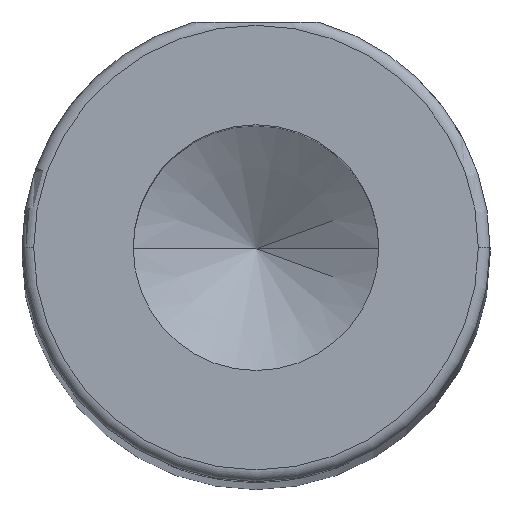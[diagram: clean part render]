
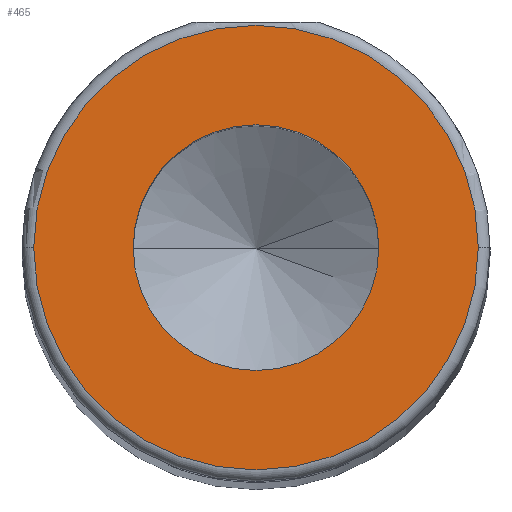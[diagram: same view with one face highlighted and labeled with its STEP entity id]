
A CAD part, top view. The second image highlights one B-rep face of the part: STEP entity #465.
In plain terms, the highlighted planar face has unit normal (0, 0, 1).
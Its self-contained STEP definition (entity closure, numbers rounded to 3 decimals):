
#12 = CARTESIAN_POINT ( 'NONE',  ( 0., 0., 40. ) ) ;
#16 = AXIS2_PLACEMENT_3D ( 'NONE', #1135, #526, #1229 ) ;
#49 = EDGE_CURVE ( 'NONE', #1175, #671, #885, .T. ) ;
#97 = ORIENTED_EDGE ( 'NONE', *, *, #49, .F. ) ;
#105 = CIRCLE ( 'NONE', #1057, 2.1 ) ;
#120 = DIRECTION ( 'NONE',  ( 1., 0., 0. ) ) ;
#165 = EDGE_CURVE ( 'NONE', #1271, #903, #234, .T. ) ;
#182 = ORIENTED_EDGE ( 'NONE', *, *, #165, .T. ) ;
#231 = ORIENTED_EDGE ( 'NONE', *, *, #743, .T. ) ;
#234 = CIRCLE ( 'NONE', #303, 3.8 ) ;
#293 = DIRECTION ( 'NONE',  ( 0., 0., 1. ) ) ;
#303 = AXIS2_PLACEMENT_3D ( 'NONE', #498, #1211, #603 ) ;
#306 = FACE_OUTER_BOUND ( 'NONE', #656, .T. ) ;
#315 = CARTESIAN_POINT ( 'NONE',  ( 2.1, 0., 40. ) ) ;
#419 = CARTESIAN_POINT ( 'NONE',  ( -2.1, 0., 40. ) ) ;
#465 = ADVANCED_FACE ( 'NONE', ( #1298, #306 ), #974, .T. ) ;
#467 = DIRECTION ( 'NONE',  ( 0., 0., 1. ) ) ;
#479 = AXIS2_PLACEMENT_3D ( 'NONE', #893, #293, #989 ) ;
#498 = CARTESIAN_POINT ( 'NONE',  ( 0., 0., 40. ) ) ;
#526 = DIRECTION ( 'NONE',  ( 0., 0., 1. ) ) ;
#554 = CARTESIAN_POINT ( 'NONE',  ( 0., 0., 40. ) ) ;
#603 = DIRECTION ( 'NONE',  ( 1., 0., 0. ) ) ;
#656 = EDGE_LOOP ( 'NONE', ( #182, #231 ) ) ;
#671 = VERTEX_POINT ( 'NONE', #315 ) ;
#715 = EDGE_CURVE ( 'NONE', #671, #1175, #105, .T. ) ;
#720 = DIRECTION ( 'NONE',  ( 0., 0., 1. ) ) ;
#743 = EDGE_CURVE ( 'NONE', #903, #1271, #1112, .T. ) ;
#840 = CARTESIAN_POINT ( 'NONE',  ( 3.8, 0., 40. ) ) ;
#881 = ORIENTED_EDGE ( 'NONE', *, *, #715, .F. ) ;
#885 = CIRCLE ( 'NONE', #479, 2.1 ) ;
#893 = CARTESIAN_POINT ( 'NONE',  ( 0., 0., 40. ) ) ;
#903 = VERTEX_POINT ( 'NONE', #1008 ) ;
#974 = PLANE ( 'NONE',  #976 ) ;
#976 = AXIS2_PLACEMENT_3D ( 'NONE', #554, #467, #1179 ) ;
#989 = DIRECTION ( 'NONE',  ( 1., 0., 0. ) ) ;
#1008 = CARTESIAN_POINT ( 'NONE',  ( -3.8, 0., 40. ) ) ;
#1057 = AXIS2_PLACEMENT_3D ( 'NONE', #12, #720, #120 ) ;
#1112 = CIRCLE ( 'NONE', #16, 3.8 ) ;
#1135 = CARTESIAN_POINT ( 'NONE',  ( 0., 0., 40. ) ) ;
#1175 = VERTEX_POINT ( 'NONE', #419 ) ;
#1179 = DIRECTION ( 'NONE',  ( 1., 0., 0. ) ) ;
#1211 = DIRECTION ( 'NONE',  ( 0., 0., 1. ) ) ;
#1229 = DIRECTION ( 'NONE',  ( 1., 0., 0. ) ) ;
#1233 = EDGE_LOOP ( 'NONE', ( #881, #97 ) ) ;
#1271 = VERTEX_POINT ( 'NONE', #840 ) ;
#1298 = FACE_BOUND ( 'NONE', #1233, .T. ) ;
